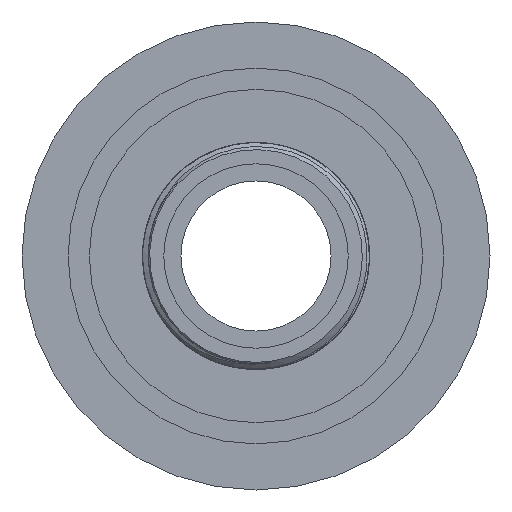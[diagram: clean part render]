
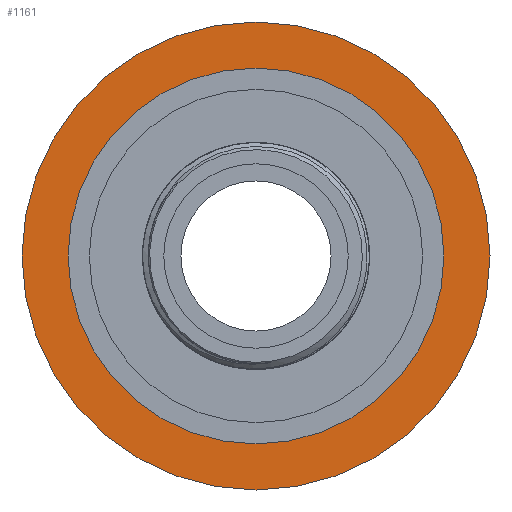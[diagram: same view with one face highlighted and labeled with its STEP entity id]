
A CAD part, front view. The second image highlights one B-rep face of the part: STEP entity #1161.
In plain terms, the highlighted planar face has unit normal (0, -1, 0).
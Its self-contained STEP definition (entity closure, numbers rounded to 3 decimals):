
#74 = PLANE ( 'NONE',  #5909 ) ;
#200 = CARTESIAN_POINT ( 'NONE',  ( 0., -7.5, 33. ) ) ;
#1161 = ADVANCED_FACE ( 'NONE', ( #5100, #1631 ), #74, .T. ) ;
#1631 = FACE_OUTER_BOUND ( 'NONE', #3556, .T. ) ;
#1717 = CARTESIAN_POINT ( 'NONE',  ( 0., -7.5, 0. ) ) ;
#2178 = DIRECTION ( 'NONE',  ( 0., 0., 1. ) ) ;
#2225 = ORIENTED_EDGE ( 'NONE', *, *, #2707, .F. ) ;
#2402 = CIRCLE ( 'NONE', #4312, 33. ) ;
#2500 = AXIS2_PLACEMENT_3D ( 'NONE', #4685, #4150, #5182 ) ;
#2596 = VERTEX_POINT ( 'NONE', #200 ) ;
#2707 = EDGE_CURVE ( 'NONE', #2596, #2596, #2402, .T. ) ;
#2728 = ORIENTED_EDGE ( 'NONE', *, *, #2871, .T. ) ;
#2871 = EDGE_CURVE ( 'NONE', #4128, #4128, #4537, .T. ) ;
#3188 = DIRECTION ( 'NONE',  ( 0., 0., -1. ) ) ;
#3556 = EDGE_LOOP ( 'NONE', ( #2225 ) ) ;
#4128 = VERTEX_POINT ( 'NONE', #5191 ) ;
#4131 = CARTESIAN_POINT ( 'NONE',  ( -33., -7.5, 0. ) ) ;
#4150 = DIRECTION ( 'NONE',  ( 0., 1., 0. ) ) ;
#4312 = AXIS2_PLACEMENT_3D ( 'NONE', #1717, #6285, #2178 ) ;
#4537 = CIRCLE ( 'NONE', #2500, 26.5 ) ;
#4634 = DIRECTION ( 'NONE',  ( 0., -1., 0. ) ) ;
#4685 = CARTESIAN_POINT ( 'NONE',  ( 0., -7.5, 0. ) ) ;
#5100 = FACE_BOUND ( 'NONE', #6300, .T. ) ;
#5182 = DIRECTION ( 'NONE',  ( 0., 0., 1. ) ) ;
#5191 = CARTESIAN_POINT ( 'NONE',  ( 0., -7.5, 26.5 ) ) ;
#5909 = AXIS2_PLACEMENT_3D ( 'NONE', #4131, #4634, #3188 ) ;
#6285 = DIRECTION ( 'NONE',  ( 0., 1., 0. ) ) ;
#6300 = EDGE_LOOP ( 'NONE', ( #2728 ) ) ;
